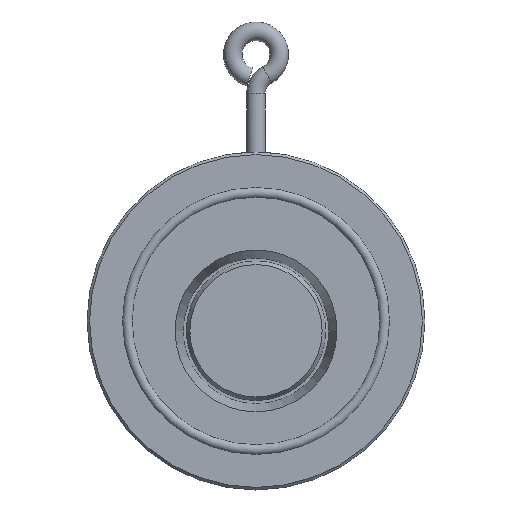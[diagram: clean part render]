
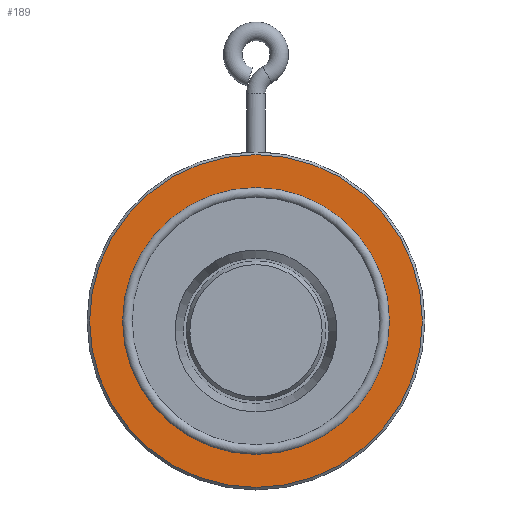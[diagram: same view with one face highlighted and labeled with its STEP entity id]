
A CAD part, top view. The second image highlights one B-rep face of the part: STEP entity #189.
In plain terms, the highlighted planar face has unit normal (0, 0, 1).
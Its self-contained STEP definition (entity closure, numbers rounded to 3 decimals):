
#26 = CARTESIAN_POINT ( 'NONE',  ( 0., 0., 0. ) ) ;
#40 = PLANE ( 'NONE',  #149 ) ;
#46 = AXIS2_PLACEMENT_3D ( 'NONE', #26, #98, #85 ) ;
#63 = DIRECTION ( 'NONE',  ( -1., 0., 0. ) ) ;
#64 = DIRECTION ( 'NONE',  ( 0., 0., -1. ) ) ;
#66 = CARTESIAN_POINT ( 'NONE',  ( 0., 43.03, 0. ) ) ;
#85 = DIRECTION ( 'NONE',  ( 1., 0., 0. ) ) ;
#86 = VERTEX_POINT ( 'NONE', #206 ) ;
#98 = DIRECTION ( 'NONE',  ( 0., 0., 1. ) ) ;
#149 = AXIS2_PLACEMENT_3D ( 'NONE', #66, #64, #63 ) ;
#160 = DIRECTION ( 'NONE',  ( 1., 0., 0. ) ) ;
#166 = DIRECTION ( 'NONE',  ( 0., 0., 1. ) ) ;
#177 = CARTESIAN_POINT ( 'NONE',  ( 0., 0., 0. ) ) ;
#189 = ADVANCED_FACE ( 'NONE', ( #226, #679 ), #40, .F. ) ;
#206 = CARTESIAN_POINT ( 'NONE',  ( 43.03, 0., 0. ) ) ;
#215 = EDGE_CURVE ( 'NONE', #86, #86, #415, .T. ) ;
#226 = FACE_BOUND ( 'NONE', #435, .T. ) ;
#236 = CARTESIAN_POINT ( 'NONE',  ( 53.7, 0., 0. ) ) ;
#296 = ORIENTED_EDGE ( 'NONE', *, *, #413, .T. ) ;
#383 = AXIS2_PLACEMENT_3D ( 'NONE', #177, #166, #160 ) ;
#413 = EDGE_CURVE ( 'NONE', #476, #476, #576, .T. ) ;
#415 = CIRCLE ( 'NONE', #46, 43.03 ) ;
#435 = EDGE_LOOP ( 'NONE', ( #628 ) ) ;
#465 = EDGE_LOOP ( 'NONE', ( #296 ) ) ;
#476 = VERTEX_POINT ( 'NONE', #236 ) ;
#576 = CIRCLE ( 'NONE', #383, 53.7 ) ;
#628 = ORIENTED_EDGE ( 'NONE', *, *, #215, .F. ) ;
#679 = FACE_OUTER_BOUND ( 'NONE', #465, .T. ) ;
